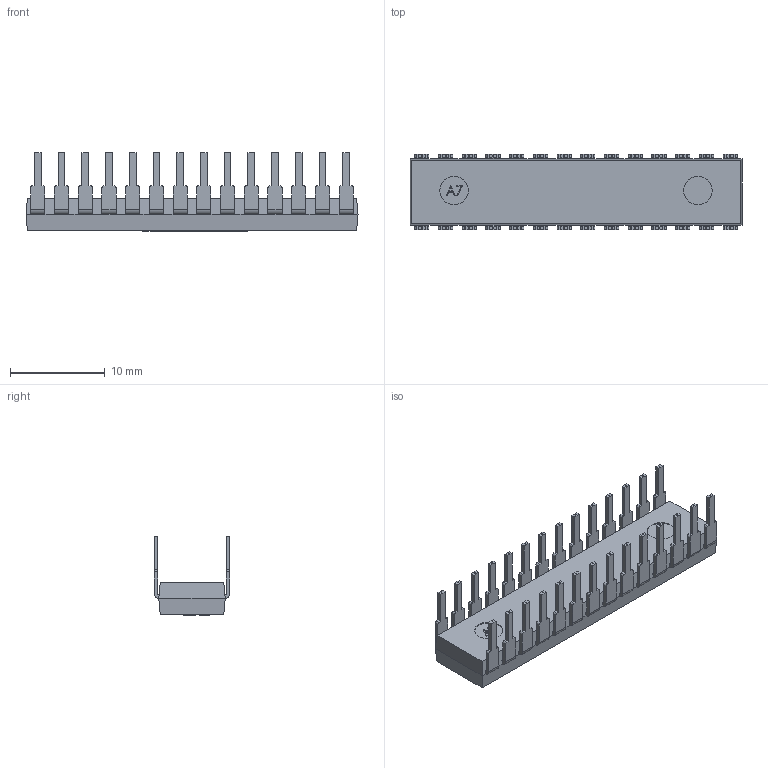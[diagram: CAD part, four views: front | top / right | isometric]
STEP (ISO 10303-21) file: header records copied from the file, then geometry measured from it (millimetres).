
FILE_DESCRIPTION (( 'STEP AP203' ), '1' );
FILE_NAME ('Assembly step.STEP', '2016-10-13T08:59:07', ( '' ), ( '' ), 'SwSTEP 2.0', 'SolidWorks 2016', '' );
FILE_SCHEMA (( 'CONFIG_CONTROL_DESIGN' ));
Length unit declared in the file: inch
Products named in the file (3): Assembly step; Pin; Body
Assembly tree (29 placements, depth 2):
  Assembly step
    Body
    Pin  x28
Bounding box: 35 x 8 x 8.3 mm (x, y, z)
Volume: 885.5 mm3; surface area: 1687.7 mm2
Topology: 29 solids, 29 shells, 1009 faces, 2598 edges, 1712 vertices
Faces by surface type: plane 734, cylinder 180, bspline 95
Entity records: 21323 total; most frequent: CARTESIAN_POINT 8595, ORIENTED_EDGE 2604, DIRECTION 2012, EDGE_CURVE 1302, LINE 1074, VECTOR 1074, VERTEX_POINT 848, EDGE_LOOP 534
